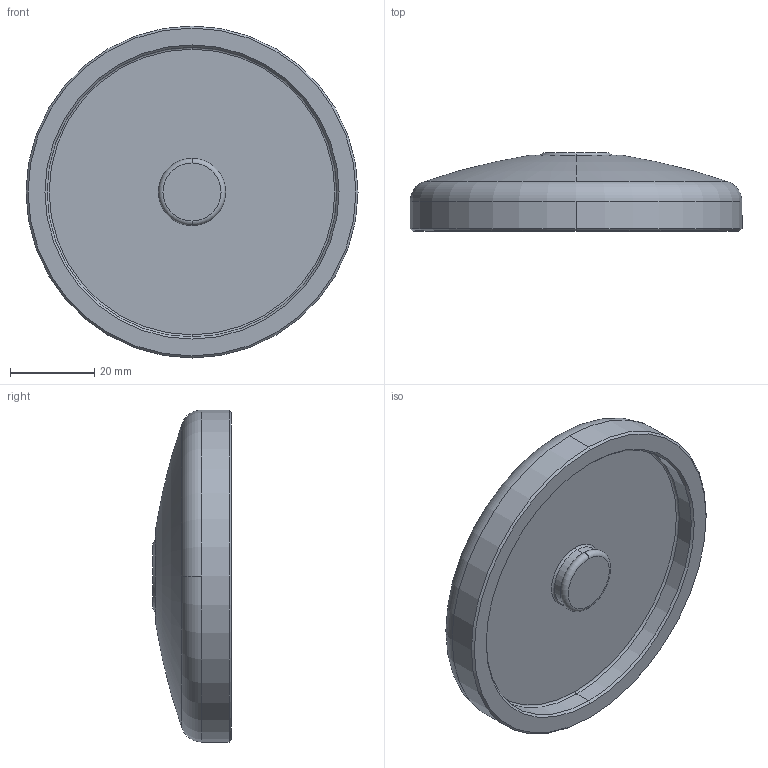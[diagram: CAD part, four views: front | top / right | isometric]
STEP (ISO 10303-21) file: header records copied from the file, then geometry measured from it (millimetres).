
FILE_DESCRIPTION (( 'STEP AP203' ), '1' );
FILE_NAME ('403537206_c_1.STEP', '2022-07-09T13:24:57', ( '' ), ( '' ), 'SwSTEP 2.0', 'SolidWorks 2014', '' );
FILE_SCHEMA (( 'CONFIG_CONTROL_DESIGN' ));
Length unit declared in the file: millimetre
Products named in the file (1): 403537206_c_1
Bounding box: 79 x 18.61 x 79 mm (x, y, z)
Volume: 50524.5 mm3; surface area: 14849.3 mm2
Topology: 2 solids, 2 shells, 54 faces, 116 edges, 71 vertices
Faces by surface type: cylinder 18, torus 16, cone 10, plane 8, sphere 2
Entity records: 1575 total; most frequent: DIRECTION 314, CARTESIAN_POINT 242, ORIENTED_EDGE 232, AXIS2_PLACEMENT_3D 143, EDGE_CURVE 116, CIRCLE 88, VERTEX_POINT 71, EDGE_LOOP 61
